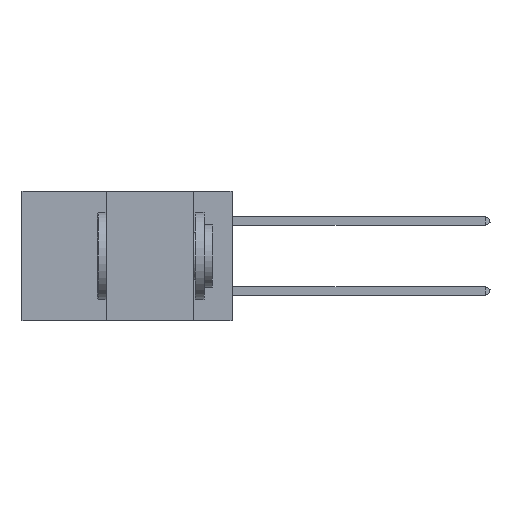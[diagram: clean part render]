
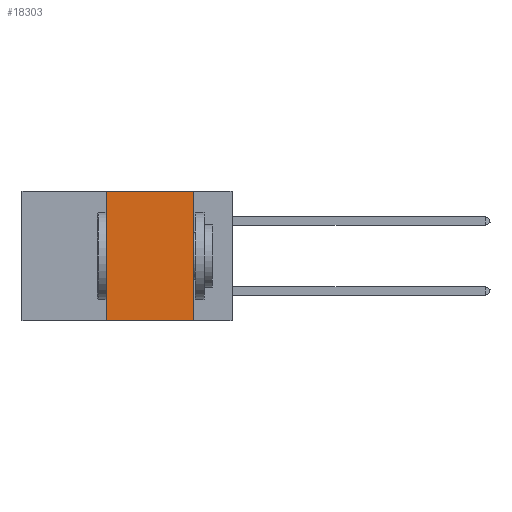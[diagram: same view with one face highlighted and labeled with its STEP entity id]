
A CAD part, left-side view. The second image highlights one B-rep face of the part: STEP entity #18303.
In plain terms, the highlighted planar face has unit normal (-1, 0, 0).
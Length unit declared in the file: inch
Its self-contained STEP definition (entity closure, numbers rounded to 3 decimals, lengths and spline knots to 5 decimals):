
#1680 = DIRECTION ( 'NONE',  ( 0., -1., 0. ) ) ;
#2019 = EDGE_LOOP ( 'NONE', ( #18960, #14712, #25886, #21590 ) ) ;
#2486 = VECTOR ( 'NONE', #13845, 39.37008 ) ;
#3067 = LINE ( 'NONE', #14680, #20142 ) ;
#3670 = CARTESIAN_POINT ( 'NONE',  ( 0., 0.36, -0.37 ) ) ;
#6006 = VERTEX_POINT ( 'NONE', #10158 ) ;
#6194 = CARTESIAN_POINT ( 'NONE',  ( 0., 0.6, -0.37 ) ) ;
#6792 = LINE ( 'NONE', #6194, #11784 ) ;
#7301 = VECTOR ( 'NONE', #23893, 39.37008 ) ;
#7966 = LINE ( 'NONE', #17562, #7301 ) ;
#8577 = CARTESIAN_POINT ( 'NONE',  ( 0., 0.6, 0. ) ) ;
#10158 = CARTESIAN_POINT ( 'NONE',  ( 0., 0.36, 0. ) ) ;
#10597 = PLANE ( 'NONE',  #24337 ) ;
#10690 = DIRECTION ( 'NONE',  ( 0., 0., -1. ) ) ;
#11687 = CARTESIAN_POINT ( 'NONE',  ( 0., 0.36, 0. ) ) ;
#11784 = VECTOR ( 'NONE', #18921, 39.37008 ) ;
#12131 = EDGE_CURVE ( 'NONE', #6006, #15382, #3067, .T. ) ;
#13532 = CARTESIAN_POINT ( 'NONE',  ( 0., 0.11, 0. ) ) ;
#13845 = DIRECTION ( 'NONE',  ( 0., 0., 1. ) ) ;
#13993 = LINE ( 'NONE', #11687, #2486 ) ;
#14680 = CARTESIAN_POINT ( 'NONE',  ( 0., 0.6, 0. ) ) ;
#14712 = ORIENTED_EDGE ( 'NONE', *, *, #12131, .F. ) ;
#15382 = VERTEX_POINT ( 'NONE', #13532 ) ;
#17562 = CARTESIAN_POINT ( 'NONE',  ( 0., 0.11, 0. ) ) ;
#18303 = ADVANCED_FACE ( 'NONE', ( #18849 ), #10597, .F. ) ;
#18849 = FACE_OUTER_BOUND ( 'NONE', #2019, .T. ) ;
#18921 = DIRECTION ( 'NONE',  ( 0., -1., 0. ) ) ;
#18960 = ORIENTED_EDGE ( 'NONE', *, *, #26263, .F. ) ;
#20142 = VECTOR ( 'NONE', #1680, 39.37008 ) ;
#21590 = ORIENTED_EDGE ( 'NONE', *, *, #23221, .T. ) ;
#22095 = VERTEX_POINT ( 'NONE', #3670 ) ;
#22620 = VERTEX_POINT ( 'NONE', #23361 ) ;
#23221 = EDGE_CURVE ( 'NONE', #22095, #22620, #6792, .T. ) ;
#23361 = CARTESIAN_POINT ( 'NONE',  ( 0., 0.11, -0.37 ) ) ;
#23363 = DIRECTION ( 'NONE',  ( 1., 0., 0. ) ) ;
#23893 = DIRECTION ( 'NONE',  ( 0., 0., -1. ) ) ;
#24337 = AXIS2_PLACEMENT_3D ( 'NONE', #8577, #23363, #10690 ) ;
#25536 = EDGE_CURVE ( 'NONE', #22095, #6006, #13993, .T. ) ;
#25886 = ORIENTED_EDGE ( 'NONE', *, *, #25536, .F. ) ;
#26263 = EDGE_CURVE ( 'NONE', #15382, #22620, #7966, .T. ) ;
